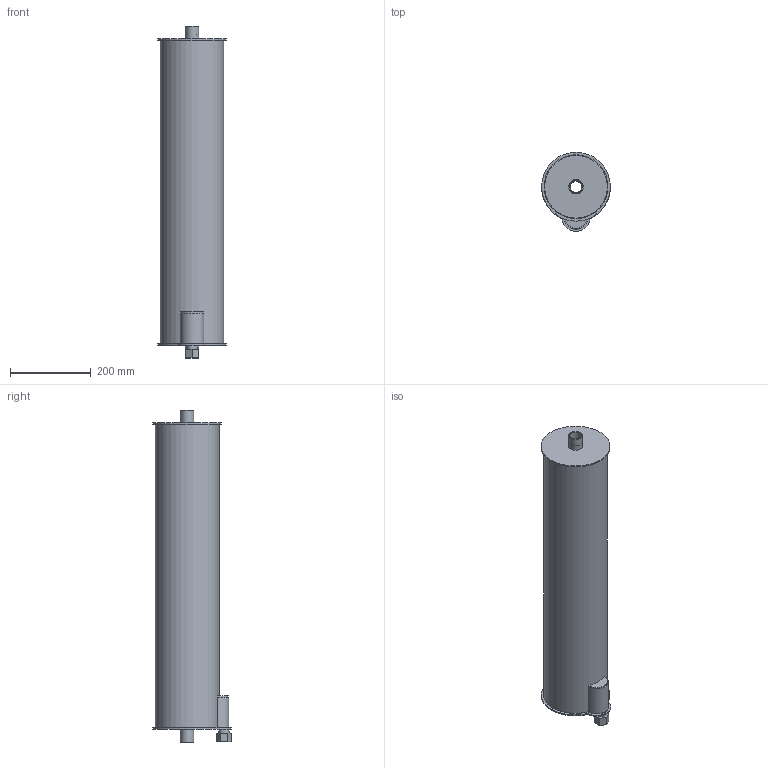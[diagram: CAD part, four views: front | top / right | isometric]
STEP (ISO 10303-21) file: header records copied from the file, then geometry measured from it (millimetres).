
FILE_DESCRIPTION(/* description */ (''),/* implementation_level */ '2;1');
FILE_NAME(/* name */ 'Vlsad 01 G.stp',/* time_stamp */ '2015-01-22T14:14:29+01:00',/* author */ ('Tekenkamer'),/* organization */ (''),/* preprocessor_version */ 'ST-DEVELOPER v15.6',/* originating_system */ 'Autodesk Inventor 2015',/* authorisation */ '');
FILE_SCHEMA (('AUTOMOTIVE_DESIGN { 1 0 10303 214 3 1 1 }'));
Length unit declared in the file: millimetre
Products named in the file (1): MAAT3D
Bounding box: 170 x 194.5 x 820 mm (x, y, z)
Volume: 743719.8 mm3; surface area: 881738.8 mm2
Topology: 9 solids, 9 shells, 52 faces, 94 edges, 64 vertices
Faces by surface type: plane 30, cylinder 22
Full cylindrical faces by diameter (mm): 21 x2, 26 x1, 29 x2, 30.6 x2, 31 x2, 33.6 x2, 35.6 x2, 155 x1, 158 x1, 170 x1
Entity records: 1229 total; most frequent: DIRECTION 224, CARTESIAN_POINT 187, ORIENTED_EDGE 148, AXIS2_PLACEMENT_3D 97, EDGE_LOOP 86, EDGE_CURVE 74, VERTEX_POINT 60, FACE_OUTER_BOUND 52
